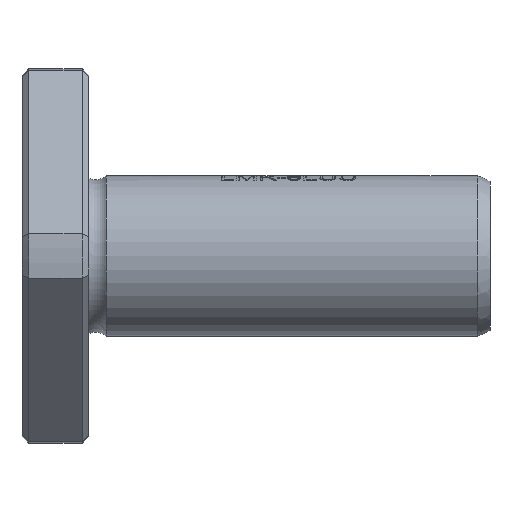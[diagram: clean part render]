
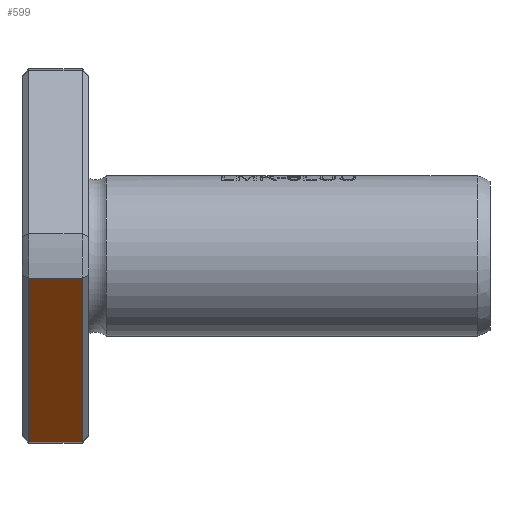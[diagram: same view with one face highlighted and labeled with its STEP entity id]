
A CAD part, front view. The second image highlights one B-rep face of the part: STEP entity #599.
In plain terms, the highlighted planar face has unit normal (0, -0.707, -0.707).
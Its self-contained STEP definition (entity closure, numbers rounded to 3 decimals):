
#203=FACE_OUTER_BOUND('',#1843,.T.);
#599=ADVANCED_FACE('',(#203),#923,.F.);
#923=PLANE('',#6564);
#1843=EDGE_LOOP('',(#2588,#2589,#2590,#2591));
#2588=ORIENTED_EDGE('',*,*,#4875,.T.);
#2589=ORIENTED_EDGE('',*,*,#4924,.T.);
#2590=ORIENTED_EDGE('',*,*,#4867,.T.);
#2591=ORIENTED_EDGE('',*,*,#4925,.T.);
#4238=VERTEX_POINT('',#9614);
#4241=VERTEX_POINT('',#9637);
#4248=VERTEX_POINT('',#9661);
#4253=VERTEX_POINT('',#9675);
#4867=EDGE_CURVE('',#4248,#4238,#5627,.T.);
#4875=EDGE_CURVE('',#4241,#4253,#5631,.T.);
#4924=EDGE_CURVE('',#4253,#4248,#5636,.T.);
#4925=EDGE_CURVE('',#4238,#4241,#5637,.T.);
#5627=LINE('',#9660,#6086);
#5631=LINE('',#9676,#6090);
#5636=LINE('',#10096,#6095);
#5637=LINE('',#10097,#6096);
#6086=VECTOR('',#7087,1.);
#6090=VECTOR('',#7103,1.);
#6095=VECTOR('',#7154,1.);
#6096=VECTOR('',#7155,1.);
#6564=AXIS2_PLACEMENT_3D('',#10098,#7156,#7157);
#7087=DIRECTION('',(-1.,0.,0.));
#7103=DIRECTION('',(1.,0.,0.));
#7154=DIRECTION('',(0.,-0.707,0.707));
#7155=DIRECTION('',(0.,0.707,-0.707));
#7156=DIRECTION('',(0.,0.707,0.707));
#7157=DIRECTION('',(0.,-0.707,0.707));
#9614=CARTESIAN_POINT('',(0.5,-13.902,-1.654));
#9637=CARTESIAN_POINT('',(0.5,-1.654,-13.902));
#9660=CARTESIAN_POINT('',(0.5,-13.902,-1.654));
#9661=CARTESIAN_POINT('',(4.5,-13.902,-1.654));
#9675=CARTESIAN_POINT('',(4.5,-1.654,-13.902));
#9676=CARTESIAN_POINT('',(0.5,-1.654,-13.902));
#10096=CARTESIAN_POINT('',(4.5,-13.312,-2.244));
#10097=CARTESIAN_POINT('',(0.5,-2.244,-13.312));
#10098=CARTESIAN_POINT('',(-14.,0.006,-15.562));
